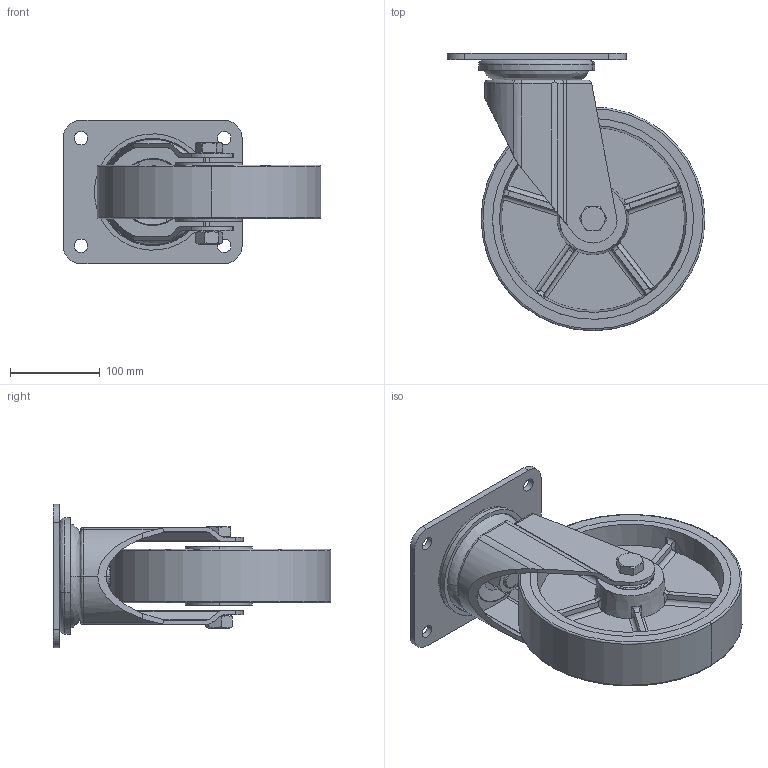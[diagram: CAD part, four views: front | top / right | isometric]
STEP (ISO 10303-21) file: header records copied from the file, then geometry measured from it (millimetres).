
FILE_DESCRIPTION (( 'STEP AP214' ), '1' );
FILE_NAME ('0012049.step', '2023-04-18T08:35:39', ( '' ), ( '' ), 'SwSTEP 2.0', 'SolidWorks 2020', '' );
FILE_SCHEMA (( 'AUTOMOTIVE_DESIGN' ));
Length unit declared in the file: millimetre
Products named in the file (1): 0012049
Bounding box: 287.97 x 309.97 x 160 mm (x, y, z)
Surface area: 468273.2 mm2 (no closed solid volume)
Topology: 0 solids, 18 shells, 308 faces, 920 edges, 635 vertices
Faces by surface type: plane 107, cylinder 77, bspline 76, cone 40, torus 8
Entity records: 28838 total; most frequent: CARTESIAN_POINT 18104, ORIENTED_EDGE 1743, DIRECTION 1152, EDGE_CURVE 920, VERTEX_POINT 635, AXIS2_PLACEMENT_3D 452, B_SPLINE_CURVE_WITH_KNOTS 425, EDGE_LOOP 340
